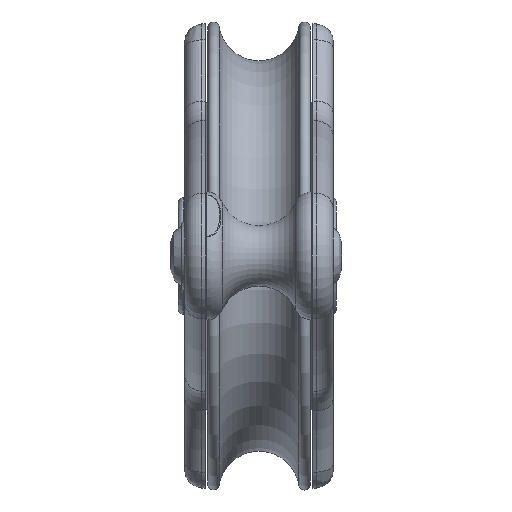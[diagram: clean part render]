
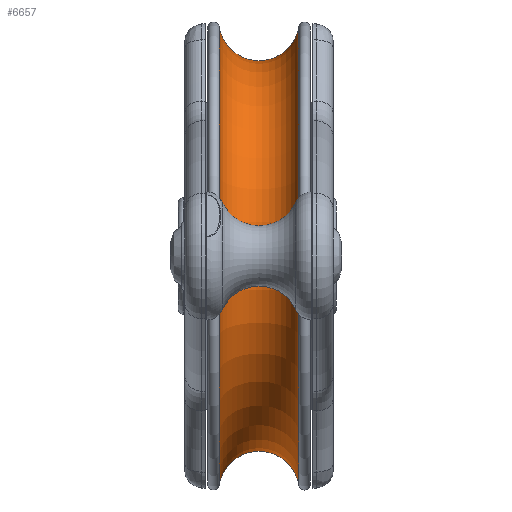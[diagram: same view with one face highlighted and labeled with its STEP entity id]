
A CAD part, front view. The second image highlights one B-rep face of the part: STEP entity #6657.
In plain terms, the highlighted toroidal (fillet/blend) face has major radius 35 mm and minor radius 6 mm.
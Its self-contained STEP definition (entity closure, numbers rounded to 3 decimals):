
#1069=FACE_OUTER_BOUND('',#1528,.T.);
#1528=EDGE_LOOP('',(#4733,#4734,#4735,#4736));
#2230=CIRCLE('',#7256,34.041);
#2232=CIRCLE('',#7259,6.);
#2233=CIRCLE('',#7260,34.041);
#2861=VERTEX_POINT('',#11734);
#2862=VERTEX_POINT('',#11738);
#3562=EDGE_CURVE('',#2861,#2861,#2230,.T.);
#3564=EDGE_CURVE('',#2861,#2862,#2232,.T.);
#3565=EDGE_CURVE('',#2862,#2862,#2233,.T.);
#4733=ORIENTED_EDGE('',*,*,#3562,.T.);
#4734=ORIENTED_EDGE('',*,*,#3564,.T.);
#4735=ORIENTED_EDGE('',*,*,#3565,.F.);
#4736=ORIENTED_EDGE('',*,*,#3564,.F.);
#6501=TOROIDAL_SURFACE('',#7258,35.,6.);
#6657=ADVANCED_FACE('',(#1069),#6501,.F.);
#7256=AXIS2_PLACEMENT_3D('',#11735,#8488,#8489);
#7258=AXIS2_PLACEMENT_3D('',#11737,#8492,#8493);
#7259=AXIS2_PLACEMENT_3D('',#11739,#8494,#8495);
#7260=AXIS2_PLACEMENT_3D('',#11740,#8496,#8497);
#8488=DIRECTION('center_axis',(-1.,0.,0.));
#8489=DIRECTION('ref_axis',(0.,-1.,0.));
#8492=DIRECTION('center_axis',(-1.,0.,0.));
#8493=DIRECTION('ref_axis',(0.,-1.,0.));
#8494=DIRECTION('center_axis',(0.,0.,
-1.));
#8495=DIRECTION('ref_axis',(0.,1.,0.));
#8496=DIRECTION('center_axis',(-1.,0.,0.));
#8497=DIRECTION('ref_axis',(0.,-1.,0.));
#11734=CARTESIAN_POINT('',(5.923,34.041,0.));
#11735=CARTESIAN_POINT('Origin',(5.923,0.,
0.));
#11737=CARTESIAN_POINT('Origin',(0.,0.,
0.));
#11738=CARTESIAN_POINT('',(-5.923,34.041,0.));
#11739=CARTESIAN_POINT('Origin',(0.,35.,0.));
#11740=CARTESIAN_POINT('Origin',(-5.923,0.,
0.));
